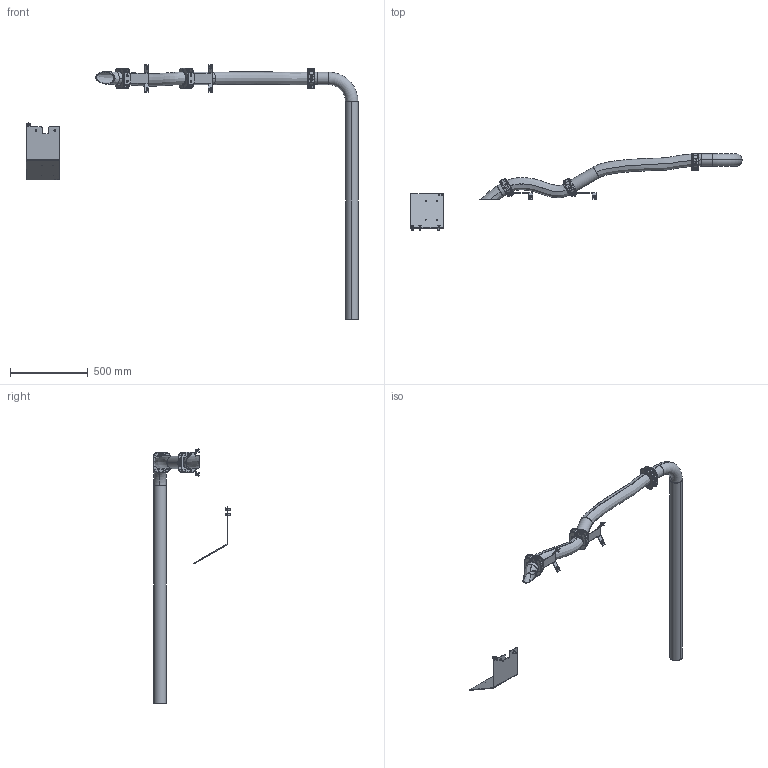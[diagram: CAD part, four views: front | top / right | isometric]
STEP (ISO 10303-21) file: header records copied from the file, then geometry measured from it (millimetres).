
FILE_DESCRIPTION (( 'STEP AP214' ), '1' );
FILE_NAME ('P2191.STEP', '2023-09-20T08:26:24', ( '' ), ( '' ), 'SwSTEP 2.0', 'SolidWorks 2021', '' );
FILE_SCHEMA (( 'AUTOMOTIVE_DESIGN' ));
Length unit declared in the file: millimetre
Products named in the file (1): P2191
Bounding box: 2135.37 x 500.37 x 1638.36 mm (x, y, z)
Volume: 4220518.1 mm3; surface area: 2014065.3 mm2
Topology: 41 solids, 41 shells, 2143 faces, 5311 edges, 3285 vertices
Faces by surface type: plane 749, cylinder 615, bspline 504, cone 167, torus 60, sphere 48
Entity records: 156852 total; most frequent: CARTESIAN_POINT 86451, ORIENTED_EDGE 10574, DIRECTION 8426, EDGE_CURVE 5287, VERTEX_POINT 3285, AXIS2_PLACEMENT_3D 3079, EDGE_LOOP 2330, VECTOR 2268
